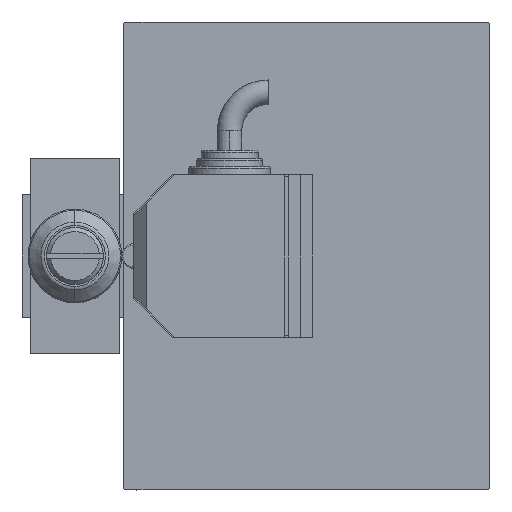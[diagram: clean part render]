
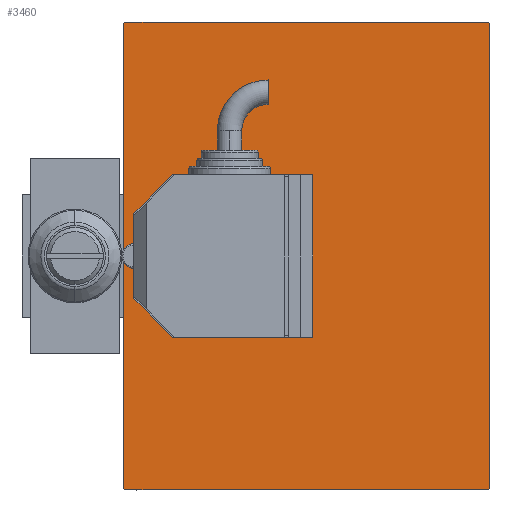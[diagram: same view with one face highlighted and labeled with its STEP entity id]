
A CAD part, left-side view. The second image highlights one B-rep face of the part: STEP entity #3460.
In plain terms, the highlighted face is planar.
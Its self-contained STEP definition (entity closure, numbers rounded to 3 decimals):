
#218 = LINE ( 'NONE', #42104, #17343 ) ;
#1856 = ORIENTED_EDGE ( 'NONE', *, *, #9211, .T. ) ;
#3112 = AXIS2_PLACEMENT_3D ( 'NONE', #13997, #43817, #35448 ) ;
#3460 = ADVANCED_FACE ( 'NONE', ( #5876 ), #20421, .T. ) ;
#4150 = CARTESIAN_POINT ( 'NONE',  ( 138., -45., 57.5 ) ) ;
#5876 = FACE_OUTER_BOUND ( 'NONE', #29051, .T. ) ;
#6874 = ORIENTED_EDGE ( 'NONE', *, *, #15439, .T. ) ;
#8504 = VERTEX_POINT ( 'NONE', #28891 ) ;
#8952 = CARTESIAN_POINT ( 'NONE',  ( 138., 44.7, 57.5 ) ) ;
#9211 = EDGE_CURVE ( 'NONE', #24941, #35105, #38408, .T. ) ;
#10051 = CARTESIAN_POINT ( 'NONE',  ( 138., -44.7, 57.5 ) ) ;
#10135 = CARTESIAN_POINT ( 'NONE',  ( 138., 51.1, 51.1 ) ) ;
#10289 = EDGE_CURVE ( 'NONE', #13333, #24941, #218, .T. ) ;
#11182 = ORIENTED_EDGE ( 'NONE', *, *, #12049, .T. ) ;
#11313 = DIRECTION ( 'NONE',  ( 0., 0., -1. ) ) ;
#11871 = DIRECTION ( 'NONE',  ( 0., 0.707, -0.707 ) ) ;
#12049 = EDGE_CURVE ( 'NONE', #43198, #8504, #46650, .T. ) ;
#12586 = EDGE_CURVE ( 'NONE', #46139, #13333, #14155, .T. ) ;
#13333 = VERTEX_POINT ( 'NONE', #10051 ) ;
#13997 = CARTESIAN_POINT ( 'NONE',  ( 138., 0., 0. ) ) ;
#14155 = LINE ( 'NONE', #29191, #18194 ) ;
#14312 = ORIENTED_EDGE ( 'NONE', *, *, #10289, .T. ) ;
#14844 = ORIENTED_EDGE ( 'NONE', *, *, #34820, .T. ) ;
#15439 = EDGE_CURVE ( 'NONE', #17035, #43198, #41842, .T. ) ;
#16067 = LINE ( 'NONE', #38732, #37912 ) ;
#16273 = LINE ( 'NONE', #31309, #40979 ) ;
#17035 = VERTEX_POINT ( 'NONE', #41167 ) ;
#17192 = EDGE_CURVE ( 'NONE', #35105, #27328, #16067, .T. ) ;
#17315 = VECTOR ( 'NONE', #11313, 1000. ) ;
#17343 = VECTOR ( 'NONE', #34221, 1000. ) ;
#17545 = LINE ( 'NONE', #10135, #24803 ) ;
#18194 = VECTOR ( 'NONE', #40520, 1000. ) ;
#19427 = CARTESIAN_POINT ( 'NONE',  ( 138., 51.1, -51.1 ) ) ;
#20421 = PLANE ( 'NONE',  #3112 ) ;
#20516 = CARTESIAN_POINT ( 'NONE',  ( 138., 45., -57.5 ) ) ;
#20663 = VECTOR ( 'NONE', #48775, 1000. ) ;
#21489 = DIRECTION ( 'NONE',  ( 0., -0.707, 0.707 ) ) ;
#22625 = CARTESIAN_POINT ( 'NONE',  ( 138., -45., 57.2 ) ) ;
#24434 = ORIENTED_EDGE ( 'NONE', *, *, #17192, .T. ) ;
#24803 = VECTOR ( 'NONE', #21489, 1000. ) ;
#24941 = VERTEX_POINT ( 'NONE', #22625 ) ;
#25196 = DIRECTION ( 'NONE',  ( 0., 0., 1. ) ) ;
#25703 = EDGE_CURVE ( 'NONE', #8504, #46139, #17545, .T. ) ;
#27328 = VERTEX_POINT ( 'NONE', #29047 ) ;
#27554 = CARTESIAN_POINT ( 'NONE',  ( 138., -45., -57.2 ) ) ;
#28134 = ORIENTED_EDGE ( 'NONE', *, *, #25703, .T. ) ;
#28891 = CARTESIAN_POINT ( 'NONE',  ( 138., 45., 57.2 ) ) ;
#29047 = CARTESIAN_POINT ( 'NONE',  ( 138., -44.7, -57.5 ) ) ;
#29051 = EDGE_LOOP ( 'NONE', ( #14844, #6874, #11182, #28134, #35035, #14312, #1856, #24434 ) ) ;
#29191 = CARTESIAN_POINT ( 'NONE',  ( 138., 45., 57.5 ) ) ;
#31309 = CARTESIAN_POINT ( 'NONE',  ( 138., -45., -57.5 ) ) ;
#32054 = CARTESIAN_POINT ( 'NONE',  ( 138., 45., -57.2 ) ) ;
#34221 = DIRECTION ( 'NONE',  ( 0., -0.707, -0.707 ) ) ;
#34820 = EDGE_CURVE ( 'NONE', #27328, #17035, #16273, .T. ) ;
#35035 = ORIENTED_EDGE ( 'NONE', *, *, #12586, .T. ) ;
#35105 = VERTEX_POINT ( 'NONE', #27554 ) ;
#35448 = DIRECTION ( 'NONE',  ( 0., 0., -1. ) ) ;
#37912 = VECTOR ( 'NONE', #11871, 1000. ) ;
#38408 = LINE ( 'NONE', #4150, #17315 ) ;
#38732 = CARTESIAN_POINT ( 'NONE',  ( 138., -51.1, -51.1 ) ) ;
#38948 = DIRECTION ( 'NONE',  ( 0., 1., 0. ) ) ;
#40520 = DIRECTION ( 'NONE',  ( 0., -1., 0. ) ) ;
#40979 = VECTOR ( 'NONE', #38948, 1000. ) ;
#41167 = CARTESIAN_POINT ( 'NONE',  ( 138., 44.7, -57.5 ) ) ;
#41842 = LINE ( 'NONE', #19427, #20663 ) ;
#42104 = CARTESIAN_POINT ( 'NONE',  ( 138., -51.1, 51.1 ) ) ;
#43198 = VERTEX_POINT ( 'NONE', #32054 ) ;
#43817 = DIRECTION ( 'NONE',  ( 1., 0., 0. ) ) ;
#44919 = VECTOR ( 'NONE', #25196, 1000. ) ;
#46139 = VERTEX_POINT ( 'NONE', #8952 ) ;
#46650 = LINE ( 'NONE', #20516, #44919 ) ;
#48775 = DIRECTION ( 'NONE',  ( 0., 0.707, 0.707 ) ) ;
